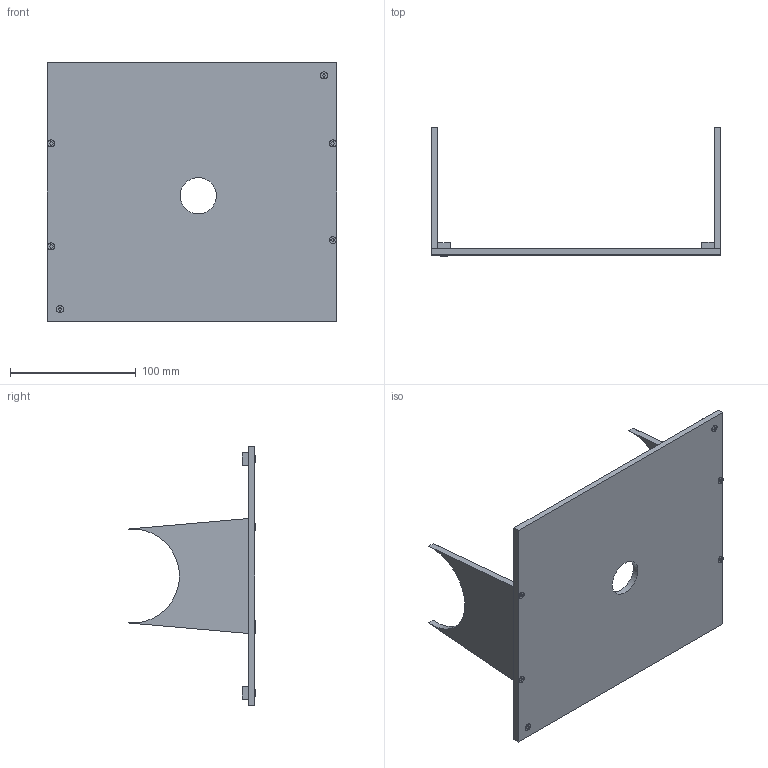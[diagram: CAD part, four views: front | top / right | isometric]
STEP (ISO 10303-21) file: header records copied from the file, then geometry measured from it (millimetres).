
FILE_DESCRIPTION(/* description */ (''),/* implementation_level */ '2;1');
FILE_NAME(/* name */ 'Deckel v6.step',/* time_stamp */ '2020-03-23T00:29:02+01:00',/* author */ (''),/* organization */ (''),/* preprocessor_version */ 'ST-DEVELOPER v18',/* originating_system */ 'Autodesk Translation Framework v8.12.0.6',/* authorisation */ '');
FILE_SCHEMA (('AUTOMOTIVE_DESIGN { 1 0 10303 214 3 1 1 }'));
Length unit declared in the file: millimetre
Products named in the file (2): Deckel; DIN 7997 H - d 3 x l 10 - St
Assembly tree (6 placements, depth 2):
  Deckel
    DIN 7997 H - d 3 x l 10 - St  x6
Bounding box: 230 x 101.65 x 206 mm (x, y, z)
Volume: 290164.7 mm3; surface area: 125603.5 mm2
Topology: 9 solids, 9 shells, 209 faces, 513 edges, 330 vertices
Faces by surface type: plane 140, cone 36, cylinder 33
Full cylindrical faces by diameter (mm): 2.1 x18, 3 x6, 5.6 x6, 28.816 x1
Entity records: 1823 total; most frequent: CARTESIAN_POINT 366, DIRECTION 292, ORIENTED_EDGE 274, EDGE_CURVE 137, LINE 104, VECTOR 104, AXIS2_PLACEMENT_3D 94, VERTEX_POINT 90
